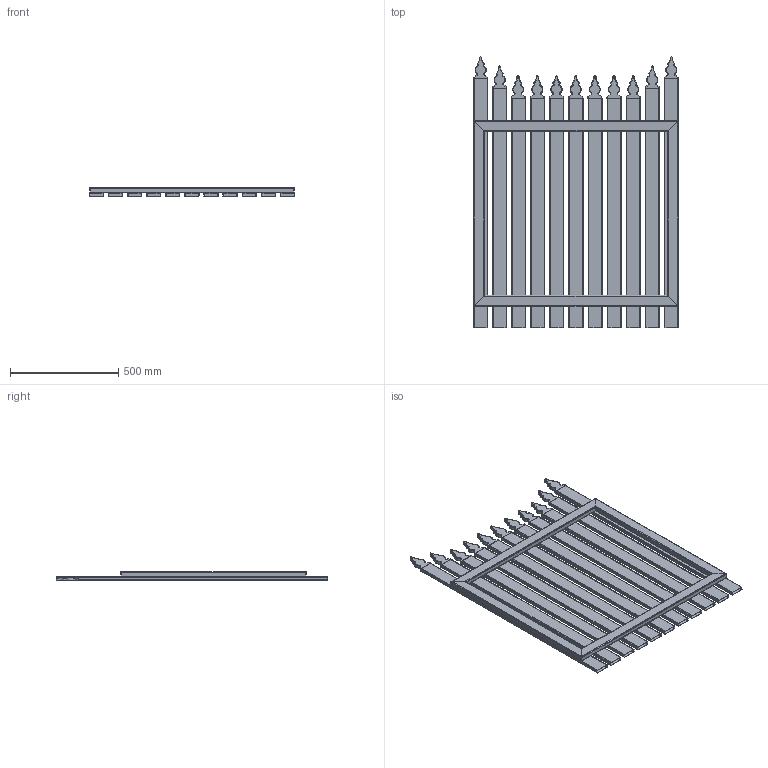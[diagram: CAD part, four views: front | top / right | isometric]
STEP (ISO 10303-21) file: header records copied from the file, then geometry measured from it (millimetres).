
FILE_DESCRIPTION (( 'STEP AP203' ), '1' );
FILE_NAME ('3983-75_REV_.step', '2026-03-01T21:37:32', ( '' ), ( '' ), 'SwSTEP 2.0', 'SolidWorks 2025', '' );
FILE_SCHEMA (( 'CONFIG_CONTROL_DESIGN' ));
Length unit declared in the file: millimetre
Products named in the file (4): 3983-75-10; 3983-75-20; 65 Picket Spear; 3983-75_REV_
Assembly tree (13 placements, depth 2):
  3983-75_REV_
    3983-75-10
    3983-75-20
    65 Picket Spear  x11
Bounding box: 945 x 1253.45 x 41 mm (x, y, z)
Volume: 4190550.3 mm3; surface area: 4700728.4 mm2
Topology: 26 solids, 26 shells, 1304 faces, 3250 edges, 1976 vertices
Faces by surface type: cylinder 527, torus 484, plane 271, sphere 22
Entity records: 11936 total; most frequent: CARTESIAN_POINT 2132, DIRECTION 1980, ORIENTED_EDGE 1892, EDGE_CURVE 946, AXIS2_PLACEMENT_3D 718, VERTEX_POINT 614, LINE 544, VECTOR 544
